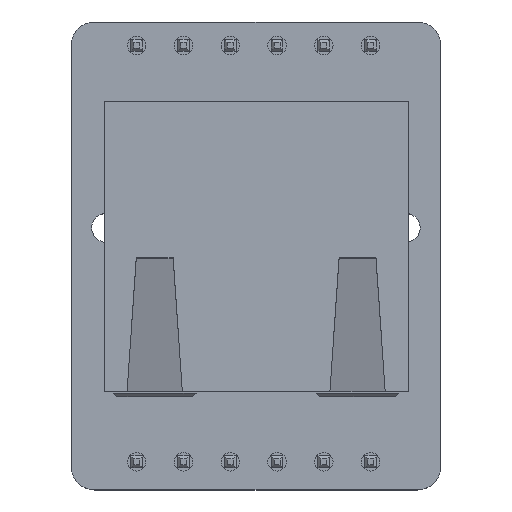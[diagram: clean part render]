
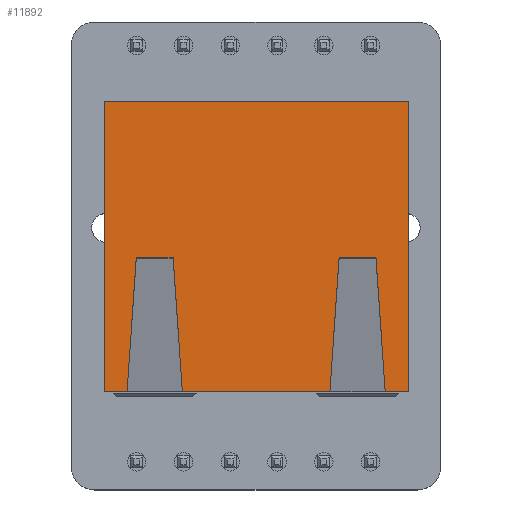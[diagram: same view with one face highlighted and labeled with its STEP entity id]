
A CAD part, top view. The second image highlights one B-rep face of the part: STEP entity #11892.
In plain terms, the highlighted planar face has unit normal (0, 0, 1).
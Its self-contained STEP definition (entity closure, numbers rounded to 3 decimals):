
#9549 = VERTEX_POINT('',#9550);
#9550 = CARTESIAN_POINT('',(11.805,-7.75,13.46));
#9557 = PLANE('',#9558);
#9558 = AXIS2_PLACEMENT_3D('',#9559,#9560,#9561);
#9559 = CARTESIAN_POINT('',(11.805,-7.75,0.));
#9560 = DIRECTION('',(-1.,0.,0.));
#9561 = DIRECTION('',(0.,1.,0.));
#9569 = PLANE('',#9570);
#9570 = AXIS2_PLACEMENT_3D('',#9571,#9572,#9573);
#9571 = CARTESIAN_POINT('',(-4.705,-7.75,0.));
#9572 = DIRECTION('',(0.,1.,0.));
#9573 = DIRECTION('',(1.,0.,0.));
#9581 = EDGE_CURVE('',#9549,#9582,#9584,.T.);
#9582 = VERTEX_POINT('',#9583);
#9583 = CARTESIAN_POINT('',(11.805,8.,13.46));
#9584 = SURFACE_CURVE('',#9585,(#9589,#9596),.PCURVE_S1.);
#9585 = LINE('',#9586,#9587);
#9586 = CARTESIAN_POINT('',(11.805,-7.75,13.46));
#9587 = VECTOR('',#9588,1.);
#9588 = DIRECTION('',(0.,1.,0.));
#9589 = PCURVE('',#9557,#9590);
#9590 = DEFINITIONAL_REPRESENTATION('',(#9591),#9595);
#9591 = LINE('',#9592,#9593);
#9592 = CARTESIAN_POINT('',(0.,-13.46));
#9593 = VECTOR('',#9594,1.);
#9594 = DIRECTION('',(1.,0.));
#9595 = ( GEOMETRIC_REPRESENTATION_CONTEXT(2) 
PARAMETRIC_REPRESENTATION_CONTEXT() REPRESENTATION_CONTEXT('2D SPACE',''
  ) );
#9596 = PCURVE('',#9597,#9602);
#9597 = PLANE('',#9598);
#9598 = AXIS2_PLACEMENT_3D('',#9599,#9600,#9601);
#9599 = CARTESIAN_POINT('',(11.805,8.,13.46));
#9600 = DIRECTION('',(0.,0.,-1.));
#9601 = DIRECTION('',(1.,0.,0.));
#9602 = DEFINITIONAL_REPRESENTATION('',(#9603),#9607);
#9603 = LINE('',#9604,#9605);
#9604 = CARTESIAN_POINT('',(0.,15.75));
#9605 = VECTOR('',#9606,1.);
#9606 = DIRECTION('',(0.,-1.));
#9607 = ( GEOMETRIC_REPRESENTATION_CONTEXT(2) 
PARAMETRIC_REPRESENTATION_CONTEXT() REPRESENTATION_CONTEXT('2D SPACE',''
  ) );
#9625 = PLANE('',#9626);
#9626 = AXIS2_PLACEMENT_3D('',#9627,#9628,#9629);
#9627 = CARTESIAN_POINT('',(11.805,8.,0.));
#9628 = DIRECTION('',(0.,-1.,0.));
#9629 = DIRECTION('',(-1.,0.,0.));
#9669 = VERTEX_POINT('',#9670);
#9670 = CARTESIAN_POINT('',(-4.705,-7.75,13.46));
#9684 = PLANE('',#9685);
#9685 = AXIS2_PLACEMENT_3D('',#9686,#9687,#9688);
#9686 = CARTESIAN_POINT('',(-4.705,8.,0.));
#9687 = DIRECTION('',(1.,0.,0.));
#9688 = DIRECTION('',(0.,-1.,0.));
#9696 = EDGE_CURVE('',#9669,#9549,#9697,.T.);
#9697 = SURFACE_CURVE('',#9698,(#9702,#9709),.PCURVE_S1.);
#9698 = LINE('',#9699,#9700);
#9699 = CARTESIAN_POINT('',(-4.705,-7.75,13.46));
#9700 = VECTOR('',#9701,1.);
#9701 = DIRECTION('',(1.,0.,0.));
#9702 = PCURVE('',#9569,#9703);
#9703 = DEFINITIONAL_REPRESENTATION('',(#9704),#9708);
#9704 = LINE('',#9705,#9706);
#9705 = CARTESIAN_POINT('',(0.,-13.46));
#9706 = VECTOR('',#9707,1.);
#9707 = DIRECTION('',(1.,0.));
#9708 = ( GEOMETRIC_REPRESENTATION_CONTEXT(2) 
PARAMETRIC_REPRESENTATION_CONTEXT() REPRESENTATION_CONTEXT('2D SPACE',''
  ) );
#9709 = PCURVE('',#9597,#9710);
#9710 = DEFINITIONAL_REPRESENTATION('',(#9711),#9715);
#9711 = LINE('',#9712,#9713);
#9712 = CARTESIAN_POINT('',(-16.51,15.75));
#9713 = VECTOR('',#9714,1.);
#9714 = DIRECTION('',(1.,0.));
#9715 = ( GEOMETRIC_REPRESENTATION_CONTEXT(2) 
PARAMETRIC_REPRESENTATION_CONTEXT() REPRESENTATION_CONTEXT('2D SPACE',''
  ) );
#9743 = EDGE_CURVE('',#9582,#9744,#9746,.T.);
#9744 = VERTEX_POINT('',#9745);
#9745 = CARTESIAN_POINT('',(10.555,8.,13.46));
#9746 = SURFACE_CURVE('',#9747,(#9751,#9758),.PCURVE_S1.);
#9747 = LINE('',#9748,#9749);
#9748 = CARTESIAN_POINT('',(11.805,8.,13.46));
#9749 = VECTOR('',#9750,1.);
#9750 = DIRECTION('',(-1.,0.,0.));
#9751 = PCURVE('',#9625,#9752);
#9752 = DEFINITIONAL_REPRESENTATION('',(#9753),#9757);
#9753 = LINE('',#9754,#9755);
#9754 = CARTESIAN_POINT('',(0.,-13.46));
#9755 = VECTOR('',#9756,1.);
#9756 = DIRECTION('',(1.,0.));
#9757 = ( GEOMETRIC_REPRESENTATION_CONTEXT(2) 
PARAMETRIC_REPRESENTATION_CONTEXT() REPRESENTATION_CONTEXT('2D SPACE',''
  ) );
#9758 = PCURVE('',#9597,#9759);
#9759 = DEFINITIONAL_REPRESENTATION('',(#9760),#9764);
#9760 = LINE('',#9761,#9762);
#9761 = CARTESIAN_POINT('',(0.,0.));
#9762 = VECTOR('',#9763,1.);
#9763 = DIRECTION('',(-1.,0.));
#9764 = ( GEOMETRIC_REPRESENTATION_CONTEXT(2) 
PARAMETRIC_REPRESENTATION_CONTEXT() REPRESENTATION_CONTEXT('2D SPACE',''
  ) );
#9766 = EDGE_CURVE('',#9744,#9767,#9769,.T.);
#9767 = VERTEX_POINT('',#9768);
#9768 = CARTESIAN_POINT('',(7.555,8.,13.46));
#9769 = SURFACE_CURVE('',#9770,(#9774,#9781),.PCURVE_S1.);
#9770 = LINE('',#9771,#9772);
#9771 = CARTESIAN_POINT('',(11.805,8.,13.46));
#9772 = VECTOR('',#9773,1.);
#9773 = DIRECTION('',(-1.,0.,0.));
#9774 = PCURVE('',#9625,#9775);
#9775 = DEFINITIONAL_REPRESENTATION('',(#9776),#9780);
#9776 = LINE('',#9777,#9778);
#9777 = CARTESIAN_POINT('',(0.,-13.46));
#9778 = VECTOR('',#9779,1.);
#9779 = DIRECTION('',(1.,0.));
#9780 = ( GEOMETRIC_REPRESENTATION_CONTEXT(2) 
PARAMETRIC_REPRESENTATION_CONTEXT() REPRESENTATION_CONTEXT('2D SPACE',''
  ) );
#9781 = PCURVE('',#9597,#9782);
#9782 = DEFINITIONAL_REPRESENTATION('',(#9783),#9787);
#9783 = LINE('',#9784,#9785);
#9784 = CARTESIAN_POINT('',(0.,0.));
#9785 = VECTOR('',#9786,1.);
#9786 = DIRECTION('',(-1.,0.));
#9787 = ( GEOMETRIC_REPRESENTATION_CONTEXT(2) 
PARAMETRIC_REPRESENTATION_CONTEXT() REPRESENTATION_CONTEXT('2D SPACE',''
  ) );
#9789 = EDGE_CURVE('',#9767,#9790,#9792,.T.);
#9790 = VERTEX_POINT('',#9791);
#9791 = CARTESIAN_POINT('',(-0.455,8.,13.46));
#9792 = SURFACE_CURVE('',#9793,(#9797,#9804),.PCURVE_S1.);
#9793 = LINE('',#9794,#9795);
#9794 = CARTESIAN_POINT('',(11.805,8.,13.46));
#9795 = VECTOR('',#9796,1.);
#9796 = DIRECTION('',(-1.,0.,0.));
#9797 = PCURVE('',#9625,#9798);
#9798 = DEFINITIONAL_REPRESENTATION('',(#9799),#9803);
#9799 = LINE('',#9800,#9801);
#9800 = CARTESIAN_POINT('',(0.,-13.46));
#9801 = VECTOR('',#9802,1.);
#9802 = DIRECTION('',(1.,0.));
#9803 = ( GEOMETRIC_REPRESENTATION_CONTEXT(2) 
PARAMETRIC_REPRESENTATION_CONTEXT() REPRESENTATION_CONTEXT('2D SPACE',''
  ) );
#9804 = PCURVE('',#9597,#9805);
#9805 = DEFINITIONAL_REPRESENTATION('',(#9806),#9810);
#9806 = LINE('',#9807,#9808);
#9807 = CARTESIAN_POINT('',(0.,0.));
#9808 = VECTOR('',#9809,1.);
#9809 = DIRECTION('',(-1.,0.));
#9810 = ( GEOMETRIC_REPRESENTATION_CONTEXT(2) 
PARAMETRIC_REPRESENTATION_CONTEXT() REPRESENTATION_CONTEXT('2D SPACE',''
  ) );
#9812 = EDGE_CURVE('',#9790,#9813,#9815,.T.);
#9813 = VERTEX_POINT('',#9814);
#9814 = CARTESIAN_POINT('',(-3.455,8.,13.46));
#9815 = SURFACE_CURVE('',#9816,(#9820,#9827),.PCURVE_S1.);
#9816 = LINE('',#9817,#9818);
#9817 = CARTESIAN_POINT('',(11.805,8.,13.46));
#9818 = VECTOR('',#9819,1.);
#9819 = DIRECTION('',(-1.,0.,0.));
#9820 = PCURVE('',#9625,#9821);
#9821 = DEFINITIONAL_REPRESENTATION('',(#9822),#9826);
#9822 = LINE('',#9823,#9824);
#9823 = CARTESIAN_POINT('',(0.,-13.46));
#9824 = VECTOR('',#9825,1.);
#9825 = DIRECTION('',(1.,0.));
#9826 = ( GEOMETRIC_REPRESENTATION_CONTEXT(2) 
PARAMETRIC_REPRESENTATION_CONTEXT() REPRESENTATION_CONTEXT('2D SPACE',''
  ) );
#9827 = PCURVE('',#9597,#9828);
#9828 = DEFINITIONAL_REPRESENTATION('',(#9829),#9833);
#9829 = LINE('',#9830,#9831);
#9830 = CARTESIAN_POINT('',(0.,0.));
#9831 = VECTOR('',#9832,1.);
#9832 = DIRECTION('',(-1.,0.));
#9833 = ( GEOMETRIC_REPRESENTATION_CONTEXT(2) 
PARAMETRIC_REPRESENTATION_CONTEXT() REPRESENTATION_CONTEXT('2D SPACE',''
  ) );
#9835 = EDGE_CURVE('',#9813,#9836,#9838,.T.);
#9836 = VERTEX_POINT('',#9837);
#9837 = CARTESIAN_POINT('',(-4.705,8.,13.46));
#9838 = SURFACE_CURVE('',#9839,(#9843,#9850),.PCURVE_S1.);
#9839 = LINE('',#9840,#9841);
#9840 = CARTESIAN_POINT('',(11.805,8.,13.46));
#9841 = VECTOR('',#9842,1.);
#9842 = DIRECTION('',(-1.,0.,0.));
#9843 = PCURVE('',#9625,#9844);
#9844 = DEFINITIONAL_REPRESENTATION('',(#9845),#9849);
#9845 = LINE('',#9846,#9847);
#9846 = CARTESIAN_POINT('',(0.,-13.46));
#9847 = VECTOR('',#9848,1.);
#9848 = DIRECTION('',(1.,0.));
#9849 = ( GEOMETRIC_REPRESENTATION_CONTEXT(2) 
PARAMETRIC_REPRESENTATION_CONTEXT() REPRESENTATION_CONTEXT('2D SPACE',''
  ) );
#9850 = PCURVE('',#9597,#9851);
#9851 = DEFINITIONAL_REPRESENTATION('',(#9852),#9856);
#9852 = LINE('',#9853,#9854);
#9853 = CARTESIAN_POINT('',(0.,0.));
#9854 = VECTOR('',#9855,1.);
#9855 = DIRECTION('',(-1.,0.));
#9856 = ( GEOMETRIC_REPRESENTATION_CONTEXT(2) 
PARAMETRIC_REPRESENTATION_CONTEXT() REPRESENTATION_CONTEXT('2D SPACE',''
  ) );
#11892 = ADVANCED_FACE('',(#11893),#9597,.F.);
#11893 = FACE_BOUND('',#11894,.F.);
#11894 = EDGE_LOOP('',(#11895,#11896,#11897,#11898,#11919,#11920,#11921,
    #11922));
#11895 = ORIENTED_EDGE('',*,*,#9743,.F.);
#11896 = ORIENTED_EDGE('',*,*,#9581,.F.);
#11897 = ORIENTED_EDGE('',*,*,#9696,.F.);
#11898 = ORIENTED_EDGE('',*,*,#11899,.F.);
#11899 = EDGE_CURVE('',#9836,#9669,#11900,.T.);
#11900 = SURFACE_CURVE('',#11901,(#11905,#11912),.PCURVE_S1.);
#11901 = LINE('',#11902,#11903);
#11902 = CARTESIAN_POINT('',(-4.705,8.,13.46));
#11903 = VECTOR('',#11904,1.);
#11904 = DIRECTION('',(0.,-1.,0.));
#11905 = PCURVE('',#9597,#11906);
#11906 = DEFINITIONAL_REPRESENTATION('',(#11907),#11911);
#11907 = LINE('',#11908,#11909);
#11908 = CARTESIAN_POINT('',(-16.51,0.));
#11909 = VECTOR('',#11910,1.);
#11910 = DIRECTION('',(0.,1.));
#11911 = ( GEOMETRIC_REPRESENTATION_CONTEXT(2) 
PARAMETRIC_REPRESENTATION_CONTEXT() REPRESENTATION_CONTEXT('2D SPACE',''
  ) );
#11912 = PCURVE('',#9684,#11913);
#11913 = DEFINITIONAL_REPRESENTATION('',(#11914),#11918);
#11914 = LINE('',#11915,#11916);
#11915 = CARTESIAN_POINT('',(0.,-13.46));
#11916 = VECTOR('',#11917,1.);
#11917 = DIRECTION('',(1.,0.));
#11918 = ( GEOMETRIC_REPRESENTATION_CONTEXT(2) 
PARAMETRIC_REPRESENTATION_CONTEXT() REPRESENTATION_CONTEXT('2D SPACE',''
  ) );
#11919 = ORIENTED_EDGE('',*,*,#9835,.F.);
#11920 = ORIENTED_EDGE('',*,*,#9812,.F.);
#11921 = ORIENTED_EDGE('',*,*,#9789,.F.);
#11922 = ORIENTED_EDGE('',*,*,#9766,.F.);
